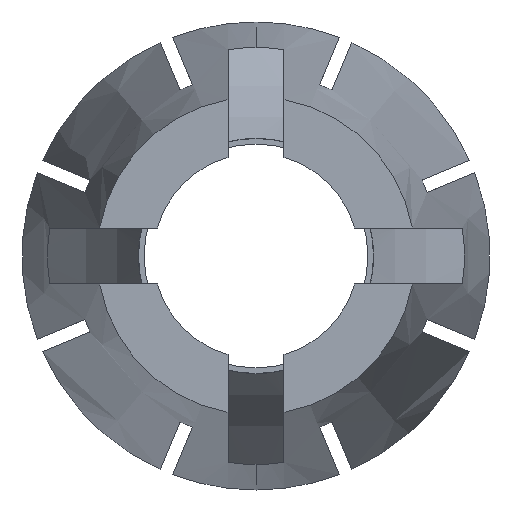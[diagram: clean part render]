
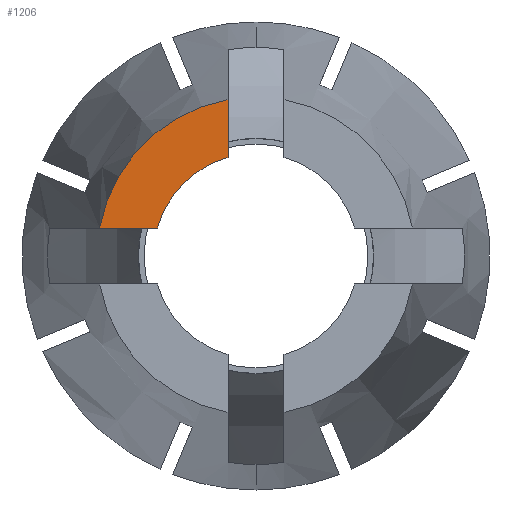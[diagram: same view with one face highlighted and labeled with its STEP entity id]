
A CAD part, left-side view. The second image highlights one B-rep face of the part: STEP entity #1206.
In plain terms, the highlighted planar face has unit normal (-1, 0, 0).
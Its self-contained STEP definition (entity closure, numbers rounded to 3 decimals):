
#8 = VERTEX_POINT ( 'NONE', #1885 ) ;
#137 = VERTEX_POINT ( 'NONE', #3214 ) ;
#181 = CARTESIAN_POINT ( 'NONE',  ( -31.5, 4.406, 1.25 ) ) ;
#462 = DIRECTION ( 'NONE',  ( 0., 0., -1. ) ) ;
#480 = CARTESIAN_POINT ( 'NONE',  ( -31.5, 1.25, 4.406 ) ) ;
#495 = DIRECTION ( 'NONE',  ( 0., 0., 1. ) ) ;
#524 = LINE ( 'NONE', #3953, #3773 ) ;
#622 = CARTESIAN_POINT ( 'NONE',  ( -31.5, 0., 0. ) ) ;
#1046 = ORIENTED_EDGE ( 'NONE', *, *, #3503, .T. ) ;
#1190 = ORIENTED_EDGE ( 'NONE', *, *, #2931, .F. ) ;
#1206 = ADVANCED_FACE ( 'NONE', ( #1315 ), #3237, .T. ) ;
#1315 = FACE_OUTER_BOUND ( 'NONE', #2600, .T. ) ;
#1541 = CIRCLE ( 'NONE', #1795, 7.091 ) ;
#1576 = VERTEX_POINT ( 'NONE', #181 ) ;
#1733 = CARTESIAN_POINT ( 'NONE',  ( -31.5, 1.25, 0. ) ) ;
#1772 = CARTESIAN_POINT ( 'NONE',  ( -31.5, 0., 0. ) ) ;
#1795 = AXIS2_PLACEMENT_3D ( 'NONE', #622, #2334, #462 ) ;
#1885 = CARTESIAN_POINT ( 'NONE',  ( -31.5, 6.98, 1.25 ) ) ;
#2090 = LINE ( 'NONE', #1733, #2940 ) ;
#2096 = DIRECTION ( 'NONE',  ( 0., 0., -1. ) ) ;
#2334 = DIRECTION ( 'NONE',  ( 1., 0., 0. ) ) ;
#2338 = VERTEX_POINT ( 'NONE', #480 ) ;
#2600 = EDGE_LOOP ( 'NONE', ( #3440, #1046, #1190, #4034 ) ) ;
#2695 = DIRECTION ( 'NONE',  ( 0., 1., 0. ) ) ;
#2777 = CIRCLE ( 'NONE', #3361, 4.58 ) ;
#2815 = EDGE_CURVE ( 'NONE', #1576, #2338, #2777, .T. ) ;
#2931 = EDGE_CURVE ( 'NONE', #8, #137, #1541, .T. ) ;
#2940 = VECTOR ( 'NONE', #495, 1000. ) ;
#2977 = AXIS2_PLACEMENT_3D ( 'NONE', #3262, #3554, #3588 ) ;
#3011 = EDGE_CURVE ( 'NONE', #1576, #8, #524, .T. ) ;
#3214 = CARTESIAN_POINT ( 'NONE',  ( -31.5, 1.25, 6.98 ) ) ;
#3237 = PLANE ( 'NONE',  #2977 ) ;
#3262 = CARTESIAN_POINT ( 'NONE',  ( -31.5, -7.091, 0. ) ) ;
#3361 = AXIS2_PLACEMENT_3D ( 'NONE', #1772, #3996, #2096 ) ;
#3440 = ORIENTED_EDGE ( 'NONE', *, *, #2815, .T. ) ;
#3503 = EDGE_CURVE ( 'NONE', #2338, #137, #2090, .T. ) ;
#3554 = DIRECTION ( 'NONE',  ( -1., 0., 0. ) ) ;
#3588 = DIRECTION ( 'NONE',  ( 0., 0., 1. ) ) ;
#3773 = VECTOR ( 'NONE', #2695, 1000. ) ;
#3953 = CARTESIAN_POINT ( 'NONE',  ( -31.5, -7.091, 1.25 ) ) ;
#3996 = DIRECTION ( 'NONE',  ( 1., 0., 0. ) ) ;
#4034 = ORIENTED_EDGE ( 'NONE', *, *, #3011, .F. ) ;
